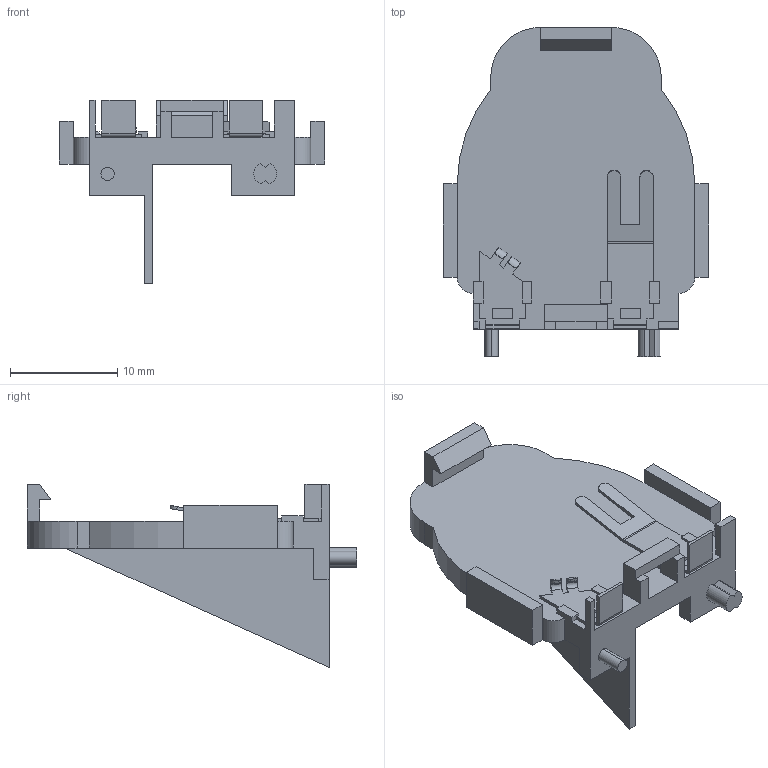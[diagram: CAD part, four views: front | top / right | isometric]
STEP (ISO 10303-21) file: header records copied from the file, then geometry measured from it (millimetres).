
FILE_DESCRIPTION (( 'STEP AP214' ), '1' );
FILE_NAME ('BVSD-2032-SM.STEP', '2019-10-20T20:35:59', ( '' ), ( '' ), 'SwSTEP 2.0', 'SolidWorks 2017', '' );
FILE_SCHEMA (( 'AUTOMOTIVE_DESIGN' ));
Length unit declared in the file: millimetre
Products named in the file (1): BVSD-2032-SM
Bounding box: 24.79 x 30.76 x 17.12 mm (x, y, z)
Volume: 1722.8 mm3; surface area: 2227.4 mm2
Topology: 3 solids, 3 shells, 173 faces, 452 edges, 288 vertices
Faces by surface type: plane 141, cylinder 32
Entity records: 5290 total; most frequent: CARTESIAN_POINT 966, ORIENTED_EDGE 904, DIRECTION 840, EDGE_CURVE 452, LINE 388, VECTOR 388, VERTEX_POINT 288, AXIS2_PLACEMENT_3D 226
